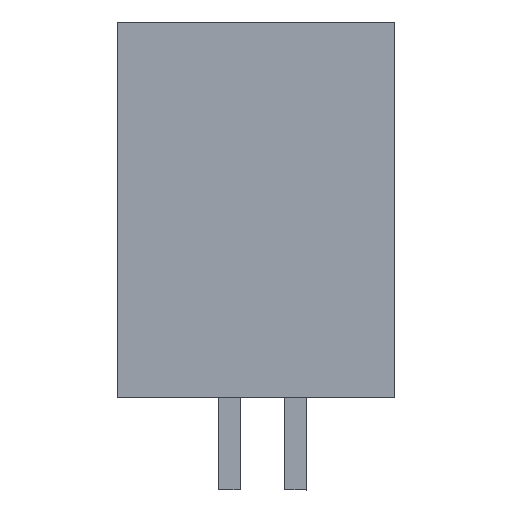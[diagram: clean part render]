
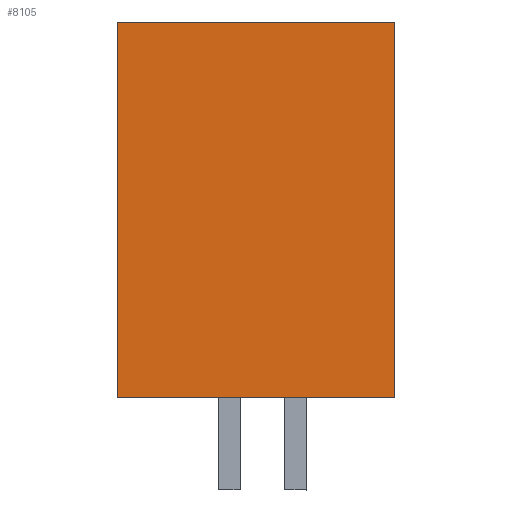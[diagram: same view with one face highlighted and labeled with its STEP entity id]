
A CAD part, left-side view. The second image highlights one B-rep face of the part: STEP entity #8105.
In plain terms, the highlighted planar face has unit normal (-1, 0, 0).
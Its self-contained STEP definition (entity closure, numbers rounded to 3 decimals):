
#8085=AXIS2_PLACEMENT_3D('Plane Axis2P3D',#8082,#8083,#8084) ;
#1423=CARTESIAN_POINT('Vertex',(0.,0.,3.5)) ;
#1426=CARTESIAN_POINT('Line Origine',(0.,5.25,3.5)) ;
#1430=CARTESIAN_POINT('Vertex',(0.,10.5,3.5)) ;
#2934=CARTESIAN_POINT('Line Origine',(0.,0.,10.6)) ;
#2938=CARTESIAN_POINT('Vertex',(0.,0.,17.7)) ;
#8082=CARTESIAN_POINT('Axis2P3D Location',(0.,10.5,0.)) ;
#8087=CARTESIAN_POINT('Line Origine',(0.,10.5,10.6)) ;
#8091=CARTESIAN_POINT('Vertex',(0.,10.5,17.7)) ;
#8094=CARTESIAN_POINT('Line Origine',(0.,5.25,17.7)) ;
#1427=DIRECTION('Vector Direction',(0.,-1.,0.)) ;
#2935=DIRECTION('Vector Direction',(0.,0.,1.)) ;
#8083=DIRECTION('Axis2P3D Direction',(-1.,0.,0.)) ;
#8084=DIRECTION('Axis2P3D XDirection',(0.,-1.,0.)) ;
#8088=DIRECTION('Vector Direction',(0.,0.,1.)) ;
#8095=DIRECTION('Vector Direction',(0.,-1.,0.)) ;
#1428=VECTOR('Line Direction',#1427,1.) ;
#2936=VECTOR('Line Direction',#2935,1.) ;
#8089=VECTOR('Line Direction',#8088,1.) ;
#8096=VECTOR('Line Direction',#8095,1.) ;
#8100=ORIENTED_EDGE('',*,*,#8093,.T.) ;
#8101=ORIENTED_EDGE('',*,*,#1432,.T.) ;
#8102=ORIENTED_EDGE('',*,*,#2940,.T.) ;
#8103=ORIENTED_EDGE('',*,*,#8098,.T.) ;
#8105=ADVANCED_FACE('HOUSING',(#8104),#8086,.T.) ;
#1432=EDGE_CURVE('',#1431,#1424,#1429,.T.) ;
#2940=EDGE_CURVE('',#1424,#2939,#2937,.T.) ;
#8093=EDGE_CURVE('',#8092,#1431,#8090,.F.) ;
#8098=EDGE_CURVE('',#2939,#8092,#8097,.F.) ;
#8099=EDGE_LOOP('',(#8100,#8101,#8102,#8103)) ;
#8104=FACE_OUTER_BOUND('',#8099,.T.) ;
#1429=LINE('Line',#1426,#1428) ;
#2937=LINE('Line',#2934,#2936) ;
#8090=LINE('Line',#8087,#8089) ;
#8097=LINE('Line',#8094,#8096) ;
#8086=PLANE('',#8085) ;
#1424=VERTEX_POINT('',#1423) ;
#1431=VERTEX_POINT('',#1430) ;
#2939=VERTEX_POINT('',#2938) ;
#8092=VERTEX_POINT('',#8091) ;
